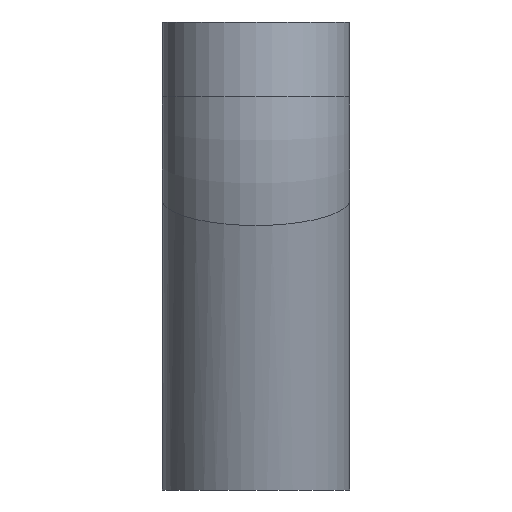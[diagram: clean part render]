
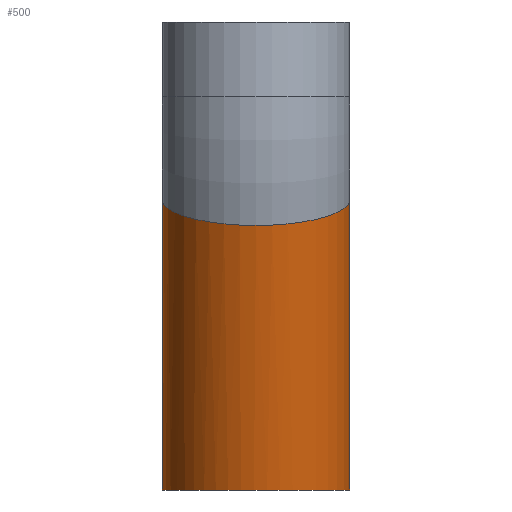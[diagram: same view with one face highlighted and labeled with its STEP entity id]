
A CAD part, left-side view. The second image highlights one B-rep face of the part: STEP entity #500.
In plain terms, the highlighted cylindrical face has radius 4 mm (diameter 8 mm), a partial arc.
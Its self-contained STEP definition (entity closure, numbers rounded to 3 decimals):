
#15=ELLIPSE('',#555,4.16,4.);
#50=LINE('',#1042,#72);
#51=LINE('',#1043,#73);
#72=VECTOR('',#638,10.);
#73=VECTOR('',#639,10.);
#100=FACE_OUTER_BOUND('',#133,.T.);
#133=EDGE_LOOP('',(#375,#376,#377,#378));
#166=CIRCLE('',#551,4.);
#226=VERTEX_POINT('',#1033);
#227=VERTEX_POINT('',#1034);
#228=VERTEX_POINT('',#1039);
#229=VERTEX_POINT('',#1040);
#282=EDGE_CURVE('',#226,#227,#166,.T.);
#285=EDGE_CURVE('',#228,#229,#15,.T.);
#286=EDGE_CURVE('',#226,#228,#50,.T.);
#287=EDGE_CURVE('',#229,#227,#51,.T.);
#375=ORIENTED_EDGE('',*,*,#285,.F.);
#376=ORIENTED_EDGE('',*,*,#286,.F.);
#377=ORIENTED_EDGE('',*,*,#282,.T.);
#378=ORIENTED_EDGE('',*,*,#287,.F.);
#480=CYLINDRICAL_SURFACE('',#554,4.);
#500=ADVANCED_FACE('',(#100),#480,.T.);
#551=AXIS2_PLACEMENT_3D('',#1035,#628,#629);
#554=AXIS2_PLACEMENT_3D('',#1038,#634,#635);
#555=AXIS2_PLACEMENT_3D('',#1041,#636,#637);
#628=DIRECTION('center_axis',(0.275,0.,-0.962));
#629=DIRECTION('ref_axis',(-0.962,0.,-0.275));
#634=DIRECTION('center_axis',(-0.275,0.,0.962));
#635=DIRECTION('ref_axis',(-0.68,0.707,-0.194));
#636=DIRECTION('center_axis',(0.,0.,-1.));
#637=DIRECTION('ref_axis',(-1.,0.,0.));
#638=DIRECTION('',(0.275,0.,-0.962));
#639=DIRECTION('',(-0.275,0.,0.962));
#1033=CARTESIAN_POINT('',(-15.384,-4.,36.57));
#1034=CARTESIAN_POINT('',(-15.384,4.,36.57));
#1035=CARTESIAN_POINT('Origin',(-15.384,0.,36.57));
#1038=CARTESIAN_POINT('Origin',(-15.248,0.,36.093));
#1039=CARTESIAN_POINT('',(-11.84,-4.,24.164));
#1040=CARTESIAN_POINT('',(-11.84,4.,24.164));
#1041=CARTESIAN_POINT('Origin',(-11.84,0.,24.164));
#1042=CARTESIAN_POINT('',(-15.248,-4.,36.093));
#1043=CARTESIAN_POINT('',(-15.248,4.,36.093));
